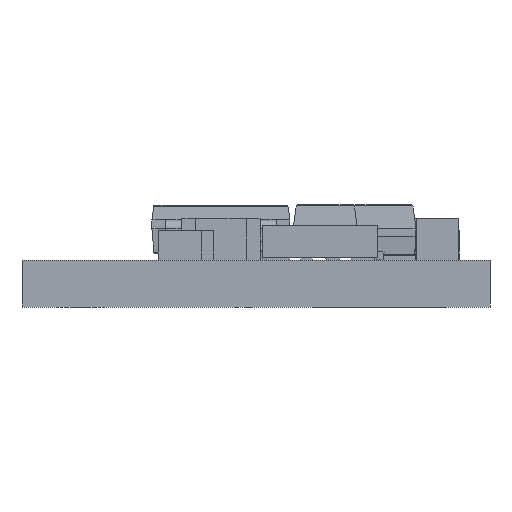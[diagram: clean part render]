
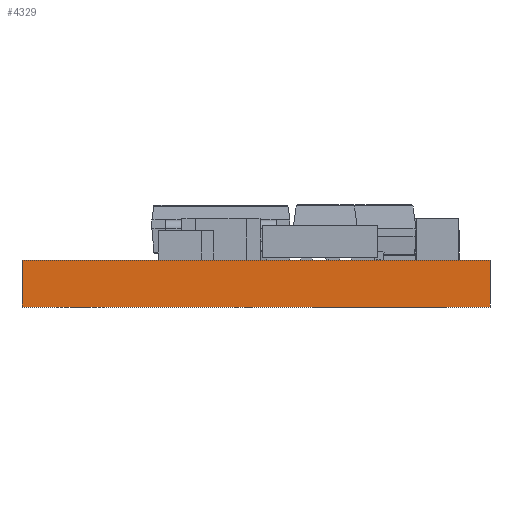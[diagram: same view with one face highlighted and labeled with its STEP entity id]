
A CAD part, front view. The second image highlights one B-rep face of the part: STEP entity #4329.
In plain terms, the highlighted planar face has unit normal (0, -1, 0).
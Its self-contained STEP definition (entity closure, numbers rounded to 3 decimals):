
#978 = LINE ( 'NONE', #10498, #11585 ) ;
#3112 = CARTESIAN_POINT ( 'NONE',  ( 0., 0., 0. ) ) ;
#4329 = ADVANCED_FACE ( 'NONE', ( #15176 ), #27512, .F. ) ;
#4763 = VECTOR ( 'NONE', #25009, 1000. ) ;
#10462 = VECTOR ( 'NONE', #21773, 1000. ) ;
#10498 = CARTESIAN_POINT ( 'NONE',  ( 0., 0., 1.016 ) ) ;
#11478 = VERTEX_POINT ( 'NONE', #17415 ) ;
#11585 = VECTOR ( 'NONE', #25773, 1000. ) ;
#12947 = LINE ( 'NONE', #3112, #4763 ) ;
#14491 = ORIENTED_EDGE ( 'NONE', *, *, #22014, .T. ) ;
#14547 = CARTESIAN_POINT ( 'NONE',  ( 10.16, 0., 1.016 ) ) ;
#14854 = CARTESIAN_POINT ( 'NONE',  ( 10.16, 0., 0. ) ) ;
#15176 = FACE_OUTER_BOUND ( 'NONE', #22017, .T. ) ;
#16468 = AXIS2_PLACEMENT_3D ( 'NONE', #24002, #30379, #39323 ) ;
#17415 = CARTESIAN_POINT ( 'NONE',  ( 0., 0., 1.016 ) ) ;
#18930 = EDGE_CURVE ( 'NONE', #11478, #32689, #23552, .T. ) ;
#21773 = DIRECTION ( 'NONE',  ( 1., 0., 0. ) ) ;
#22014 = EDGE_CURVE ( 'NONE', #27560, #38854, #12947, .T. ) ;
#22017 = EDGE_LOOP ( 'NONE', ( #14491, #23545, #36027, #30933 ) ) ;
#22629 = EDGE_CURVE ( 'NONE', #32689, #38854, #28378, .T. ) ;
#23545 = ORIENTED_EDGE ( 'NONE', *, *, #22629, .F. ) ;
#23552 = LINE ( 'NONE', #28134, #10462 ) ;
#24002 = CARTESIAN_POINT ( 'NONE',  ( 0., 0., 1.016 ) ) ;
#25009 = DIRECTION ( 'NONE',  ( 1., 0., 0. ) ) ;
#25615 = CARTESIAN_POINT ( 'NONE',  ( 10.16, 0., 1.016 ) ) ;
#25773 = DIRECTION ( 'NONE',  ( 0., 0., -1. ) ) ;
#27512 = PLANE ( 'NONE',  #16468 ) ;
#27560 = VERTEX_POINT ( 'NONE', #33827 ) ;
#28134 = CARTESIAN_POINT ( 'NONE',  ( 0., 0., 1.016 ) ) ;
#28378 = LINE ( 'NONE', #25615, #30335 ) ;
#30335 = VECTOR ( 'NONE', #32010, 1000. ) ;
#30379 = DIRECTION ( 'NONE',  ( 0., 1., 0. ) ) ;
#30933 = ORIENTED_EDGE ( 'NONE', *, *, #36649, .T. ) ;
#32010 = DIRECTION ( 'NONE',  ( 0., 0., -1. ) ) ;
#32689 = VERTEX_POINT ( 'NONE', #14547 ) ;
#33827 = CARTESIAN_POINT ( 'NONE',  ( 0., 0., 0. ) ) ;
#36027 = ORIENTED_EDGE ( 'NONE', *, *, #18930, .F. ) ;
#36649 = EDGE_CURVE ( 'NONE', #11478, #27560, #978, .T. ) ;
#38854 = VERTEX_POINT ( 'NONE', #14854 ) ;
#39323 = DIRECTION ( 'NONE',  ( 0., 0., 1. ) ) ;
